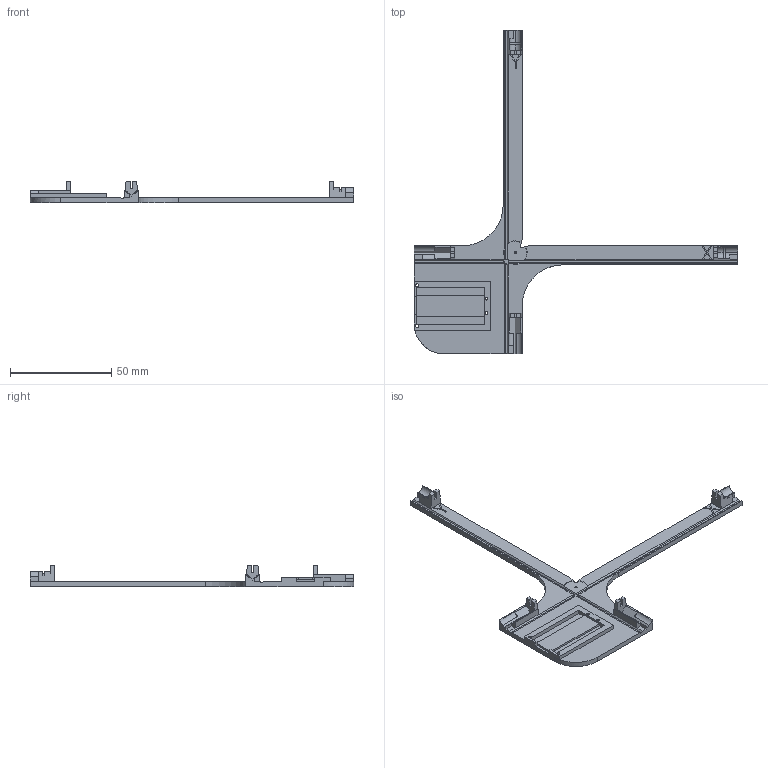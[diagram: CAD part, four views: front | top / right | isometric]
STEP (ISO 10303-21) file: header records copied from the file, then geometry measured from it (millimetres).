
FILE_DESCRIPTION (( 'STEP AP214' ), '1' );
FILE_NAME ('laserJig.STEP', '2020-06-29T04:40:15', ( '' ), ( '' ), 'SwSTEP 2.0', 'SolidWorks 2016', '' );
FILE_SCHEMA (( 'AUTOMOTIVE_DESIGN' ));
Length unit declared in the file: millimetre
Products named in the file (1): laserJig
Bounding box: 160 x 160 x 10.5 mm (x, y, z)
Volume: 14278.5 mm3; surface area: 13375.5 mm2
Topology: 1 solids, 1 shells, 210 faces, 582 edges, 377 vertices
Faces by surface type: plane 167, cylinder 28, cone 15
Entity records: 6670 total; most frequent: CARTESIAN_POINT 1218, ORIENTED_EDGE 1164, DIRECTION 1074, EDGE_CURVE 582, VECTOR 480, LINE 480, VERTEX_POINT 377, AXIS2_PLACEMENT_3D 297
